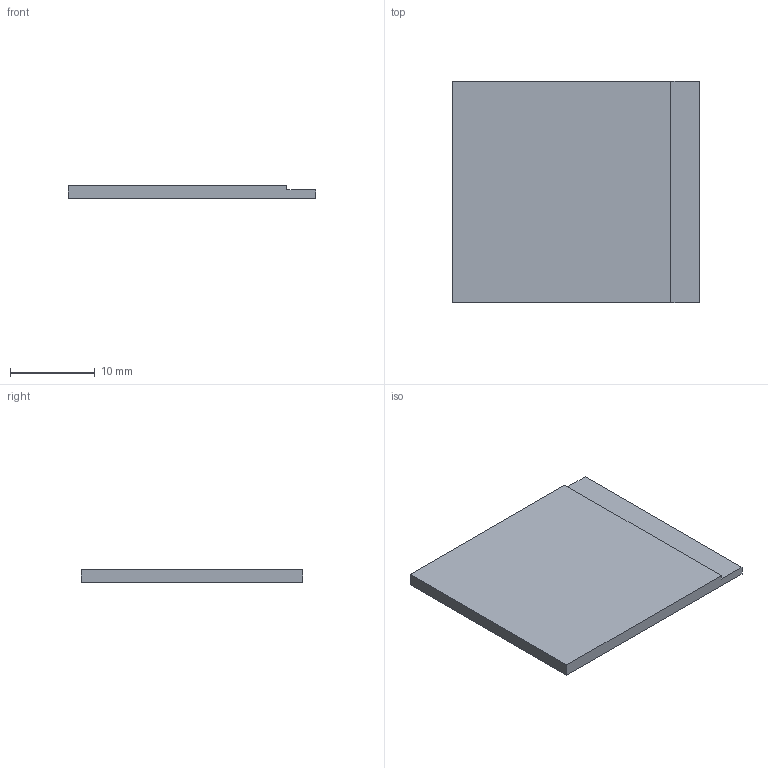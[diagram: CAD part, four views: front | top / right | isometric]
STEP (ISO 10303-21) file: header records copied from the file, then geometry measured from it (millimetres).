
FILE_DESCRIPTION (( 'STEP AP214' ), '1' );
FILE_NAME ('IPS1.3''240x240.STEP', '2019-07-16T16:46:03', ( '' ), ( '' ), 'SwSTEP 2.0', 'SolidWorks 2019', '' );
FILE_SCHEMA (( 'AUTOMOTIVE_DESIGN' ));
Length unit declared in the file: millimetre
Products named in the file (1): IPS1.3''240x240
Bounding box: 29.22 x 26.16 x 1.5 mm (x, y, z)
Volume: 1101.9 mm3; surface area: 1691.5 mm2
Topology: 1 solids, 1 shells, 8 faces, 18 edges, 12 vertices
Faces by surface type: plane 8
Entity records: 344 total; most frequent: CARTESIAN_POINT 39, ORIENTED_EDGE 36, DIRECTION 36, EDGE_CURVE 18, VECTOR 18, LINE 18, VERTEX_POINT 12, UNCERTAINTY_MEASURE_WITH_UNIT 11
